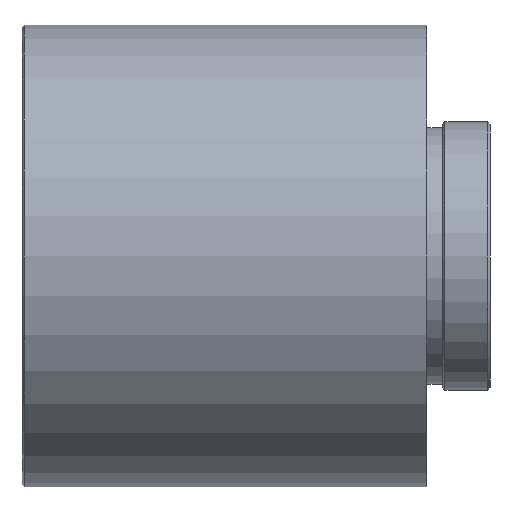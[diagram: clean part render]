
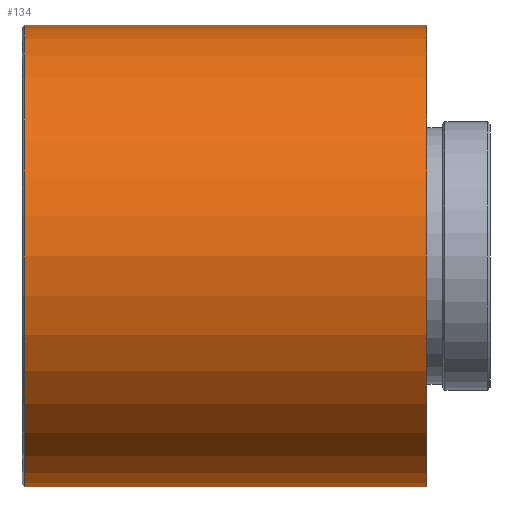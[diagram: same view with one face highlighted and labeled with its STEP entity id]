
A CAD part, front view. The second image highlights one B-rep face of the part: STEP entity #134.
In plain terms, the highlighted cylindrical face has radius 29.2 mm (diameter 58.4 mm), a full revolution.
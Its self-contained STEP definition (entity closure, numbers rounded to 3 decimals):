
#35 = DIRECTION ( 'NONE',  ( -1., 0., 0. ) ) ;
#94 = DIRECTION ( 'NONE',  ( 0., 0., 1. ) ) ;
#101 = CARTESIAN_POINT ( 'NONE',  ( 7871.117, -204.013, 0. ) ) ;
#129 = VERTEX_POINT ( 'NONE', #310 ) ;
#134 = ADVANCED_FACE ( 'NONE', ( #484, #181 ), #432, .T. ) ;
#156 = CIRCLE ( 'NONE', #470, 29.2 ) ;
#181 = FACE_OUTER_BOUND ( 'NONE', #263, .T. ) ;
#183 = AXIS2_PLACEMENT_3D ( 'NONE', #101, #250, #212 ) ;
#212 = DIRECTION ( 'NONE',  ( 0., 0., 1. ) ) ;
#250 = DIRECTION ( 'NONE',  ( 1., 0., 0. ) ) ;
#261 = CIRCLE ( 'NONE', #183, 29.2 ) ;
#263 = EDGE_LOOP ( 'NONE', ( #395 ) ) ;
#270 = AXIS2_PLACEMENT_3D ( 'NONE', #381, #35, #494 ) ;
#310 = CARTESIAN_POINT ( 'NONE',  ( 7871.117, -204.013, 29.2 ) ) ;
#369 = ORIENTED_EDGE ( 'NONE', *, *, #506, .T. ) ;
#381 = CARTESIAN_POINT ( 'NONE',  ( 7868.129, -204.013, 0. ) ) ;
#389 = CARTESIAN_POINT ( 'NONE',  ( 7922.038, -204.013, 0. ) ) ;
#395 = ORIENTED_EDGE ( 'NONE', *, *, #577, .T. ) ;
#432 = CYLINDRICAL_SURFACE ( 'NONE', #270, 29.2 ) ;
#470 = AXIS2_PLACEMENT_3D ( 'NONE', #389, #544, #94 ) ;
#474 = VERTEX_POINT ( 'NONE', #630 ) ;
#484 = FACE_OUTER_BOUND ( 'NONE', #592, .T. ) ;
#494 = DIRECTION ( 'NONE',  ( 0., 0., 1. ) ) ;
#506 = EDGE_CURVE ( 'NONE', #474, #474, #156, .T. ) ;
#544 = DIRECTION ( 'NONE',  ( -1., 0., 0. ) ) ;
#577 = EDGE_CURVE ( 'NONE', #129, #129, #261, .T. ) ;
#592 = EDGE_LOOP ( 'NONE', ( #369 ) ) ;
#630 = CARTESIAN_POINT ( 'NONE',  ( 7922.038, -204.013, 29.2 ) ) ;
